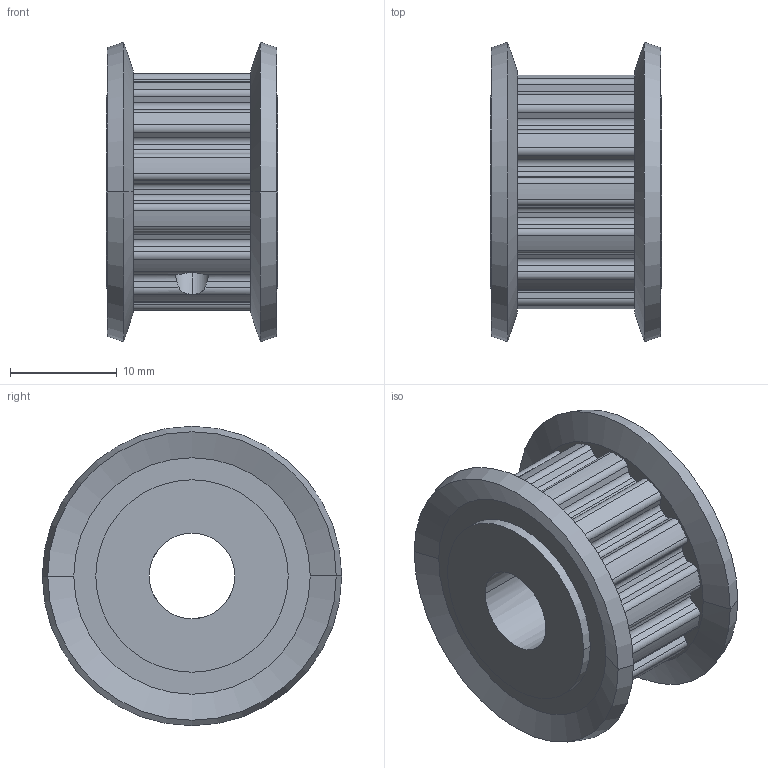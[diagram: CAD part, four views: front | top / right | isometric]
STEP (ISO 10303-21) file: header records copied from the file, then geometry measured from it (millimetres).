
FILE_DESCRIPTION( ( '' ), '1' );
FILE_NAME( 'atp14xl037_a_p8_2_14b.stp', '2014-06-17T11:24:05', ( '' ), ( '' ), ' ', ' ', ' ' );
FILE_SCHEMA( ( 'automotive_design' ) );
Length unit declared in the file: millimetre
Products named in the file (3): 1; 2; 3
Bounding box: 16 x 28 x 28 mm (x, y, z)
Volume: 5360.2 mm3; surface area: 3587.6 mm2
Topology: 3 solids, 3 shells, 194 faces, 531 edges, 342 vertices
Faces by surface type: cylinder 104, plane 66, cone 24
Entity records: 12518 total; most frequent: CARTESIAN_POINT 1476, DIRECTION 1129, STYLED_ITEM 1066, PRESENTATION_STYLE_ASSIGNMENT 1066, COLOUR_RGB 1066, ORIENTED_EDGE 1054, EDGE_CURVE 527, CURVE_STYLE 527
